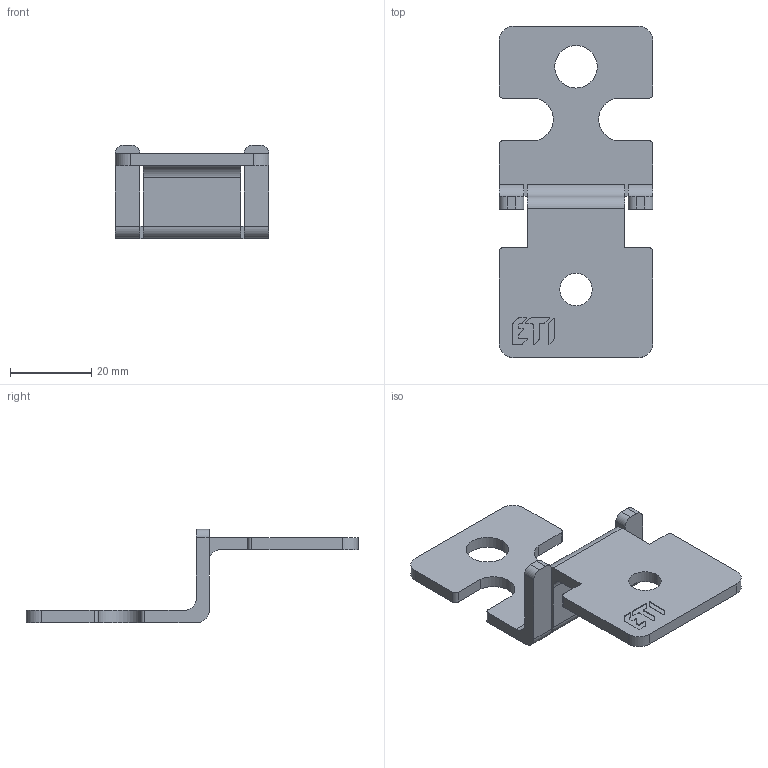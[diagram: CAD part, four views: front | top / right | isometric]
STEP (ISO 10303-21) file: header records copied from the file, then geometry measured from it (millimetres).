
FILE_DESCRIPTION((''),'2;1');
FILE_NAME('WALL_HOLDER_U400_ASM','2021-03-09T',('marketing.praksa'),('Audax d.o.o.'),'CREO PARAMETRIC BY PTC INC, 2017480','CREO PARAMETRIC BY PTC INC, 2017480','');
FILE_SCHEMA(('AUTOMOTIVE_DESIGN { 1 0 10303 214 1 1 1 1 }'));
Length unit declared in the file: millimetre
Products named in the file (5): PRT0058_1; ETI_LOGO_1_1_1_1_1_1_1_2_3_4_17; ETI_LOGO_2_1_1_1_1_1_1_2_3_4_17; ETI_LOGO_3_1_1_1_1_1_1_2_3_4_17; WALL_HOLDER_U400_ASM
Assembly tree (4 placements, depth 2):
  WALL_HOLDER_U400_ASM
    PRT0058_1
    ETI_LOGO_1_1_1_1_1_1_1_2_3_4_17
    ETI_LOGO_2_1_1_1_1_1_1_2_3_4_17
    ETI_LOGO_3_1_1_1_1_1_1_2_3_4_17
Bounding box: 38 x 81.95 x 23 mm (x, y, z)
Volume: 9764.3 mm3; surface area: 7918.5 mm2
Topology: 4 solids, 4 shells, 166 faces, 482 edges, 327 vertices
Faces by surface type: plane 90, cylinder 76
Entity records: 8519 total; most frequent: CARTESIAN_POINT 1008, DIRECTION 1000, ORIENTED_EDGE 964, PRESENTATION_STYLE_ASSIGNMENT 652, STYLED_ITEM 652, CURVE_STYLE 482, EDGE_CURVE 482, AXIS2_PLACEMENT_3D 345
